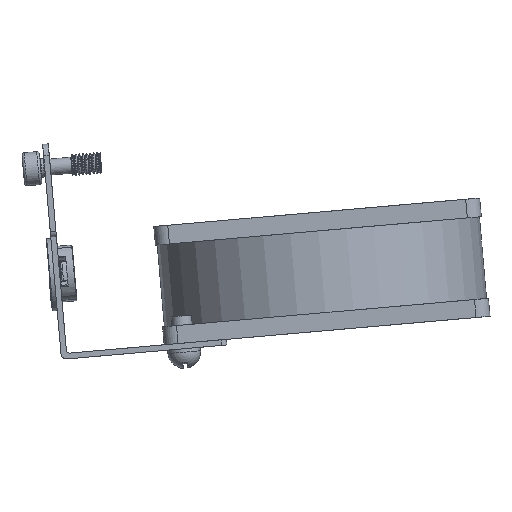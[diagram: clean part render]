
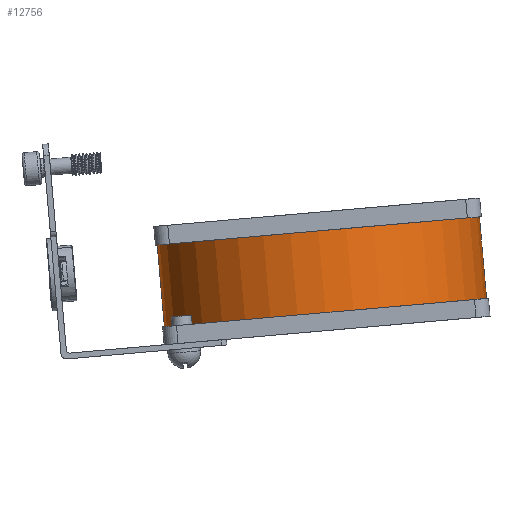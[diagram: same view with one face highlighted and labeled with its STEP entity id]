
A CAD part, front view. The second image highlights one B-rep face of the part: STEP entity #12756.
In plain terms, the highlighted cylindrical face has radius 34.6 mm (diameter 69.2 mm), a partial arc.
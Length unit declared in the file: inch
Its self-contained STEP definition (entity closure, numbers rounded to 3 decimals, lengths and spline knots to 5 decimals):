
#853 = LINE ( 'NONE', #16729, #15225 ) ;
#926 = DIRECTION ( 'NONE',  ( -0.087, 0., 0.996 ) ) ;
#952 = ORIENTED_EDGE ( 'NONE', *, *, #3963, .T. ) ;
#1806 = VERTEX_POINT ( 'NONE', #17366 ) ;
#2207 = CARTESIAN_POINT ( 'NONE',  ( -3.91479, 1.34252, 0.34592 ) ) ;
#2231 = VECTOR ( 'NONE', #9556, 39.37008 ) ;
#2327 = CARTESIAN_POINT ( 'NONE',  ( -2.49758, 1.34252, -0.22328 ) ) ;
#3773 = DIRECTION ( 'NONE',  ( 0.996, 0., 0.087 ) ) ;
#3816 = EDGE_CURVE ( 'NONE', #14317, #7892, #853, .T. ) ;
#3963 = EDGE_CURVE ( 'NONE', #14317, #1806, #9609, .T. ) ;
#4354 = ORIENTED_EDGE ( 'NONE', *, *, #3816, .F. ) ;
#4910 = CYLINDRICAL_SURFACE ( 'NONE', #9961, 1.3622 ) ;
#6713 = VERTEX_POINT ( 'NONE', #16483 ) ;
#7892 = VERTEX_POINT ( 'NONE', #2207 ) ;
#8408 = DIRECTION ( 'NONE',  ( -0.087, 0., 0.996 ) ) ;
#8659 = EDGE_LOOP ( 'NONE', ( #4354, #952, #14419, #16943 ) ) ;
#9556 = DIRECTION ( 'NONE',  ( -0.087, 0., 0.996 ) ) ;
#9609 = CIRCLE ( 'NONE', #13692, 1.3622 ) ;
#9961 = AXIS2_PLACEMENT_3D ( 'NONE', #15219, #926, #16678 ) ;
#11603 = EDGE_CURVE ( 'NONE', #1806, #6713, #17509, .T. ) ;
#11942 = CIRCLE ( 'NONE', #18402, 1.3622 ) ;
#12356 = DIRECTION ( 'NONE',  ( -0.087, 0., 0.996 ) ) ;
#12359 = CARTESIAN_POINT ( 'NONE',  ( -3.8546, 1.34252, -0.342 ) ) ;
#12520 = FACE_OUTER_BOUND ( 'NONE', #8659, .T. ) ;
#12756 = ADVANCED_FACE ( 'NONE', ( #12520 ), #4910, .T. ) ;
#13692 = AXIS2_PLACEMENT_3D ( 'NONE', #2327, #12356, #3773 ) ;
#14317 = VERTEX_POINT ( 'NONE', #12359 ) ;
#14419 = ORIENTED_EDGE ( 'NONE', *, *, #11603, .T. ) ;
#14963 = EDGE_CURVE ( 'NONE', #7892, #6713, #11942, .T. ) ;
#15219 = CARTESIAN_POINT ( 'NONE',  ( -2.49758, 1.34252, -0.22328 ) ) ;
#15225 = VECTOR ( 'NONE', #16187, 39.37008 ) ;
#15271 = CARTESIAN_POINT ( 'NONE',  ( -1.14056, 1.34252, -0.10456 ) ) ;
#16187 = DIRECTION ( 'NONE',  ( -0.087, 0., 0.996 ) ) ;
#16483 = CARTESIAN_POINT ( 'NONE',  ( -1.20074, 1.34252, 0.58337 ) ) ;
#16678 = DIRECTION ( 'NONE',  ( 0.996, 0., 0.087 ) ) ;
#16729 = CARTESIAN_POINT ( 'NONE',  ( -3.8546, 1.34252, -0.342 ) ) ;
#16943 = ORIENTED_EDGE ( 'NONE', *, *, #14963, .F. ) ;
#16993 = CARTESIAN_POINT ( 'NONE',  ( -2.55776, 1.34252, 0.46464 ) ) ;
#17366 = CARTESIAN_POINT ( 'NONE',  ( -1.14056, 1.34252, -0.10456 ) ) ;
#17509 = LINE ( 'NONE', #15271, #2231 ) ;
#18402 = AXIS2_PLACEMENT_3D ( 'NONE', #16993, #8408, #18430 ) ;
#18430 = DIRECTION ( 'NONE',  ( 0.996, 0., 0.087 ) ) ;
